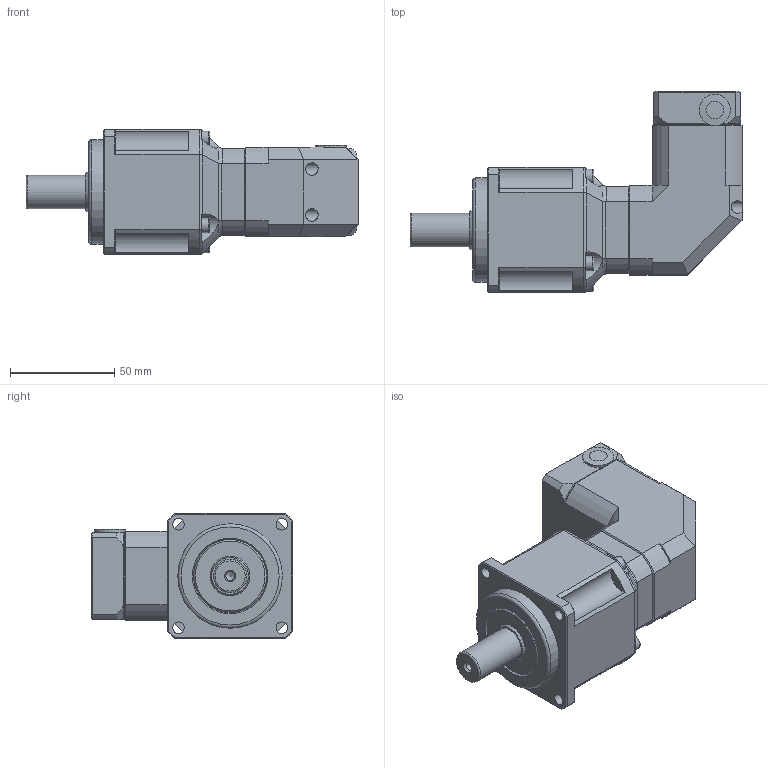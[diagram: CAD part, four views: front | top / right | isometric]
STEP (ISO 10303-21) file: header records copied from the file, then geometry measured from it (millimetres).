
FILE_DESCRIPTION(/* description */ (''),/* implementation_level */ '2;1');
FILE_NAME(/* name */ 'NPR06000A2-042A-S1.stp',/* time_stamp */ '2018-08-21T17:31:20+09:00',/* author */ ('Y.J.JI'),/* organization */ (''),/* preprocessor_version */ 'ST-DEVELOPER v15.6',/* originating_system */ 'Autodesk Inventor 2015',/* authorisation */ '');
FILE_SCHEMA (('AUTOMOTIVE_DESIGN { 1 0 10303 214 3 1 1 }'));
Length unit declared in the file: millimetre
Products named in the file (1): NPR06000A2-042A-S1
Bounding box: 159 x 96.5 x 60 mm (x, y, z)
Volume: 336628.1 mm3; surface area: 59536 mm2
Topology: 2 solids, 29 shells, 516 faces, 1247 edges, 790 vertices
Faces by surface type: plane 252, cylinder 132, cone 85, torus 29, bspline 14, sphere 4
Full cylindrical faces by diameter (mm): 2.459 x9, 3 x9, 3.242 x8, 3.4 x9, 4 x4, 4.134 x1, 4.2 x4, 5.5 x13, 6 x8, 7 x5, 8 x1, 8.5 x1, 11 x1, 13 x1, 15 x1, 16 x1, 19 x1, 28 x1, 30 x1, 32 x2, 35 x1, 37 x1, 50 x1, 52 x1, 54 x1
Entity records: 14197 total; most frequent: CARTESIAN_POINT 3225, DIRECTION 2153, ORIENTED_EDGE 2000, EDGE_CURVE 1000, AXIS2_PLACEMENT_3D 879, EDGE_LOOP 732, VERTEX_POINT 710, FACE_OUTER_BOUND 516
